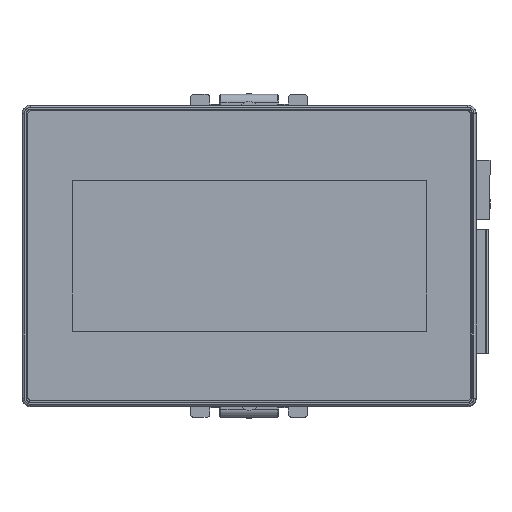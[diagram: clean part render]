
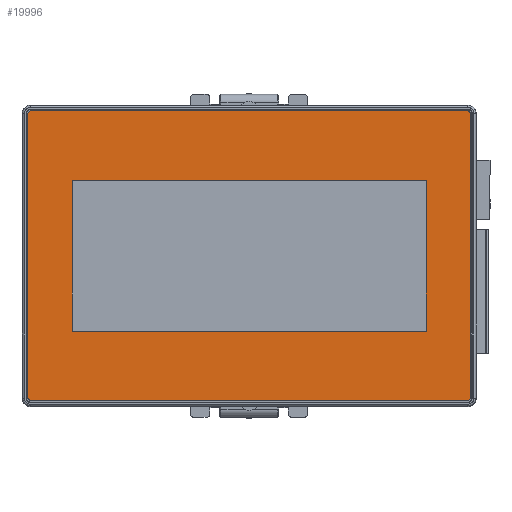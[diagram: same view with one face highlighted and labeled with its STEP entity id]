
A CAD part, top view. The second image highlights one B-rep face of the part: STEP entity #19996.
In plain terms, the highlighted planar face has unit normal (0, 0, 1).
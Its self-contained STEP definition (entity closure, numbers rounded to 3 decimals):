
#524 = CIRCLE ( 'NONE', #7396, 1. ) ;
#829 = EDGE_CURVE ( 'NONE', #38069, #41344, #22295, .T. ) ;
#1832 = DIRECTION ( 'NONE',  ( -1., 0., 0. ) ) ;
#2880 = CARTESIAN_POINT ( 'NONE',  ( -56.55, -37.05, 3.938 ) ) ;
#3352 = DIRECTION ( 'NONE',  ( 1., 0., 0. ) ) ;
#3486 = EDGE_CURVE ( 'NONE', #40988, #35284, #8957, .T. ) ;
#3491 = AXIS2_PLACEMENT_3D ( 'NONE', #2880, #19300, #35715 ) ;
#3603 = DIRECTION ( 'NONE',  ( 0., -1., 0. ) ) ;
#4179 = ORIENTED_EDGE ( 'NONE', *, *, #45797, .T. ) ;
#5773 = CARTESIAN_POINT ( 'NONE',  ( -56.55, 36.05, 3.938 ) ) ;
#6451 = VERTEX_POINT ( 'NONE', #52951 ) ;
#6594 = DIRECTION ( 'NONE',  ( 0., 0., 1. ) ) ;
#6675 = LINE ( 'NONE', #23106, #11629 ) ;
#6918 = FACE_OUTER_BOUND ( 'NONE', #30105, .T. ) ;
#7144 = ORIENTED_EDGE ( 'NONE', *, *, #51171, .T. ) ;
#7396 = AXIS2_PLACEMENT_3D ( 'NONE', #23814, #40247, #3352 ) ;
#8953 = CARTESIAN_POINT ( 'NONE',  ( -56.55, 37.05, 3.938 ) ) ;
#8957 = CIRCLE ( 'NONE', #39056, 1. ) ;
#9233 = DIRECTION ( 'NONE',  ( 0., 1., 0. ) ) ;
#9261 = LINE ( 'NONE', #25691, #31743 ) ;
#9559 = ORIENTED_EDGE ( 'NONE', *, *, #44771, .T. ) ;
#9782 = VERTEX_POINT ( 'NONE', #44680 ) ;
#9824 = CARTESIAN_POINT ( 'NONE',  ( 45.2, 19.25, 3.938 ) ) ;
#10346 = ORIENTED_EDGE ( 'NONE', *, *, #18451, .T. ) ;
#11629 = VECTOR ( 'NONE', #39530, 1000. ) ;
#12184 = VECTOR ( 'NONE', #25378, 1000. ) ;
#12560 = VERTEX_POINT ( 'NONE', #9824 ) ;
#13211 = ORIENTED_EDGE ( 'NONE', *, *, #25012, .T. ) ;
#14590 = DIRECTION ( 'NONE',  ( 1., 0., 0. ) ) ;
#14739 = CARTESIAN_POINT ( 'NONE',  ( -55.55, -36.05, 3.938 ) ) ;
#15482 = CARTESIAN_POINT ( 'NONE',  ( -56.55, 19.25, 3.938 ) ) ;
#15769 = DIRECTION ( 'NONE',  ( 1., 0., 0. ) ) ;
#16178 = CARTESIAN_POINT ( 'NONE',  ( 55.55, 37.05, 3.938 ) ) ;
#16295 = ORIENTED_EDGE ( 'NONE', *, *, #35534, .T. ) ;
#16528 = CIRCLE ( 'NONE', #46617, 1. ) ;
#18451 = EDGE_CURVE ( 'NONE', #12560, #38069, #9261, .T. ) ;
#18711 = ORIENTED_EDGE ( 'NONE', *, *, #43217, .T. ) ;
#19009 = AXIS2_PLACEMENT_3D ( 'NONE', #35032, #51464, #14590 ) ;
#19300 = DIRECTION ( 'NONE',  ( 0., 0., 1. ) ) ;
#19996 = ADVANCED_FACE ( 'NONE', ( #6918, #23346 ), #39772, .T. ) ;
#20746 = CARTESIAN_POINT ( 'NONE',  ( -55.55, -37.05, 3.938 ) ) ;
#20918 = ORIENTED_EDGE ( 'NONE', *, *, #23300, .T. ) ;
#22266 = CARTESIAN_POINT ( 'NONE',  ( 56.55, -36.05, 3.938 ) ) ;
#22295 = LINE ( 'NONE', #38722, #37130 ) ;
#23026 = DIRECTION ( 'NONE',  ( 1., 0., 0. ) ) ;
#23106 = CARTESIAN_POINT ( 'NONE',  ( 56.55, -37.05, 3.938 ) ) ;
#23300 = EDGE_CURVE ( 'NONE', #6451, #23768, #16528, .T. ) ;
#23346 = FACE_BOUND ( 'NONE', #38500, .T. ) ;
#23768 = VERTEX_POINT ( 'NONE', #20746 ) ;
#23814 = CARTESIAN_POINT ( 'NONE',  ( 55.55, 36.05, 3.938 ) ) ;
#24078 = LINE ( 'NONE', #40497, #29823 ) ;
#25012 = EDGE_CURVE ( 'NONE', #41344, #26481, #29707, .T. ) ;
#25378 = DIRECTION ( 'NONE',  ( -1., 0., 0. ) ) ;
#25691 = CARTESIAN_POINT ( 'NONE',  ( 45.2, -37.05, 3.938 ) ) ;
#26481 = VERTEX_POINT ( 'NONE', #47177 ) ;
#26628 = VERTEX_POINT ( 'NONE', #16178 ) ;
#27820 = VECTOR ( 'NONE', #9233, 1000. ) ;
#29123 = CARTESIAN_POINT ( 'NONE',  ( -45.2, -19.25, 3.938 ) ) ;
#29707 = LINE ( 'NONE', #46108, #27820 ) ;
#29711 = CARTESIAN_POINT ( 'NONE',  ( -55.55, 37.05, 3.938 ) ) ;
#29823 = VECTOR ( 'NONE', #3603, 1000. ) ;
#30105 = EDGE_LOOP ( 'NONE', ( #16295, #48072, #9559, #20918, #48707, #7144, #18711, #4179 ) ) ;
#31152 = DIRECTION ( 'NONE',  ( 0., 0., 1. ) ) ;
#31743 = VECTOR ( 'NONE', #42108, 1000. ) ;
#31892 = DIRECTION ( 'NONE',  ( 1., 0., 0. ) ) ;
#34671 = CARTESIAN_POINT ( 'NONE',  ( 45.2, -19.25, 3.938 ) ) ;
#35032 = CARTESIAN_POINT ( 'NONE',  ( 55.55, -36.05, 3.938 ) ) ;
#35284 = VERTEX_POINT ( 'NONE', #5773 ) ;
#35534 = EDGE_CURVE ( 'NONE', #26628, #40988, #45830, .T. ) ;
#35715 = DIRECTION ( 'NONE',  ( 1., 0., 0. ) ) ;
#36232 = LINE ( 'NONE', #52640, #37667 ) ;
#37130 = VECTOR ( 'NONE', #1832, 1000. ) ;
#37470 = VECTOR ( 'NONE', #31892, 1000. ) ;
#37667 = VECTOR ( 'NONE', #15769, 1000. ) ;
#37816 = ORIENTED_EDGE ( 'NONE', *, *, #43633, .T. ) ;
#38069 = VERTEX_POINT ( 'NONE', #34671 ) ;
#38500 = EDGE_LOOP ( 'NONE', ( #13211, #37816, #10346, #50968 ) ) ;
#38722 = CARTESIAN_POINT ( 'NONE',  ( -56.55, -19.25, 3.938 ) ) ;
#38910 = VERTEX_POINT ( 'NONE', #39846 ) ;
#39056 = AXIS2_PLACEMENT_3D ( 'NONE', #43468, #6594, #23026 ) ;
#39530 = DIRECTION ( 'NONE',  ( 0., 1., 0. ) ) ;
#39772 = PLANE ( 'NONE',  #3491 ) ;
#39846 = CARTESIAN_POINT ( 'NONE',  ( 55.55, -37.05, 3.938 ) ) ;
#40247 = DIRECTION ( 'NONE',  ( 0., 0., 1. ) ) ;
#40497 = CARTESIAN_POINT ( 'NONE',  ( -56.55, -37.05, 3.938 ) ) ;
#40988 = VERTEX_POINT ( 'NONE', #29711 ) ;
#41344 = VERTEX_POINT ( 'NONE', #29123 ) ;
#42108 = DIRECTION ( 'NONE',  ( 0., -1., 0. ) ) ;
#42218 = CIRCLE ( 'NONE', #19009, 1. ) ;
#43217 = EDGE_CURVE ( 'NONE', #51837, #9782, #6675, .T. ) ;
#43468 = CARTESIAN_POINT ( 'NONE',  ( -55.55, 36.05, 3.938 ) ) ;
#43633 = EDGE_CURVE ( 'NONE', #26481, #12560, #52347, .T. ) ;
#44680 = CARTESIAN_POINT ( 'NONE',  ( 56.55, 36.05, 3.938 ) ) ;
#44771 = EDGE_CURVE ( 'NONE', #35284, #6451, #24078, .T. ) ;
#45797 = EDGE_CURVE ( 'NONE', #9782, #26628, #524, .T. ) ;
#45830 = LINE ( 'NONE', #8953, #12184 ) ;
#46108 = CARTESIAN_POINT ( 'NONE',  ( -45.2, -37.05, 3.938 ) ) ;
#46617 = AXIS2_PLACEMENT_3D ( 'NONE', #14739, #31152, #47565 ) ;
#47177 = CARTESIAN_POINT ( 'NONE',  ( -45.2, 19.25, 3.938 ) ) ;
#47565 = DIRECTION ( 'NONE',  ( 1., 0., 0. ) ) ;
#48072 = ORIENTED_EDGE ( 'NONE', *, *, #3486, .T. ) ;
#48707 = ORIENTED_EDGE ( 'NONE', *, *, #53038, .T. ) ;
#50968 = ORIENTED_EDGE ( 'NONE', *, *, #829, .T. ) ;
#51171 = EDGE_CURVE ( 'NONE', #38910, #51837, #42218, .T. ) ;
#51464 = DIRECTION ( 'NONE',  ( 0., 0., 1. ) ) ;
#51837 = VERTEX_POINT ( 'NONE', #22266 ) ;
#52347 = LINE ( 'NONE', #15482, #37470 ) ;
#52640 = CARTESIAN_POINT ( 'NONE',  ( -56.55, -37.05, 3.938 ) ) ;
#52951 = CARTESIAN_POINT ( 'NONE',  ( -56.55, -36.05, 3.938 ) ) ;
#53038 = EDGE_CURVE ( 'NONE', #23768, #38910, #36232, .T. ) ;
